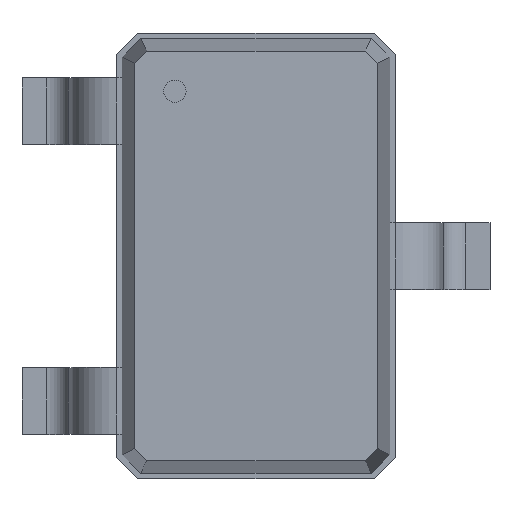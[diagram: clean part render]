
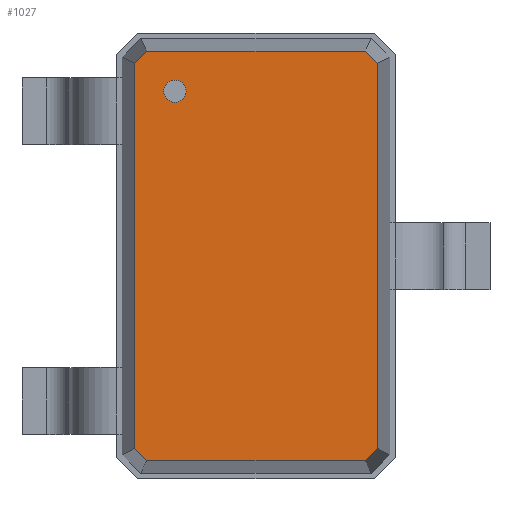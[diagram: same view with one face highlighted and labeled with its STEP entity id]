
A CAD part, top view. The second image highlights one B-rep face of the part: STEP entity #1027.
In plain terms, the highlighted planar face has unit normal (0, 0, 1).
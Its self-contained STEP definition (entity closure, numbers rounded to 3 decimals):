
#13=DIRECTION('',(0.,0.,1.));
#27=VECTOR('',#28,1.);
#28=DIRECTION('',(1.,0.,0.));
#51=VECTOR('',#52,1.);
#52=DIRECTION('',(0.707,-0.707,0.));
#58=VECTOR('',#59,1.);
#59=DIRECTION('',(0.,-1.,0.));
#65=VECTOR('',#66,1.);
#66=DIRECTION('',(-0.707,-0.707,0.));
#72=VECTOR('',#73,1.);
#73=DIRECTION('',(-1.,0.,0.));
#79=VECTOR('',#80,1.);
#80=DIRECTION('',(-0.707,0.707,0.));
#86=VECTOR('',#87,1.);
#87=DIRECTION('',(0.,1.,0.));
#91=VECTOR('',#92,1.);
#92=DIRECTION('',(0.707,0.707,0.));
#538=VERTEX_POINT('',#539);
#539=CARTESIAN_POINT('',(-0.544,0.864,1.05));
#541=ORIENTED_EDGE('',*,*,#542,.F.);
#542=EDGE_CURVE('',#543,#538,#545,.T.);
#543=VERTEX_POINT('',#544);
#544=CARTESIAN_POINT('',(-0.544,-0.864,1.05));
#545=LINE('',#544,#86);
#556=VERTEX_POINT('',#557);
#557=CARTESIAN_POINT('',(-0.489,0.919,1.05));
#559=ORIENTED_EDGE('',*,*,#560,.F.);
#560=EDGE_CURVE('',#538,#556,#561,.T.);
#561=LINE('',#539,#91);
#570=VERTEX_POINT('',#571);
#571=CARTESIAN_POINT('',(0.489,0.919,1.05));
#573=ORIENTED_EDGE('',*,*,#574,.F.);
#574=EDGE_CURVE('',#556,#570,#575,.T.);
#575=LINE('',#557,#27);
#584=VERTEX_POINT('',#585);
#585=CARTESIAN_POINT('',(0.544,0.864,1.05));
#587=ORIENTED_EDGE('',*,*,#588,.F.);
#588=EDGE_CURVE('',#570,#584,#589,.T.);
#589=LINE('',#571,#51);
#606=VERTEX_POINT('',#607);
#607=CARTESIAN_POINT('',(0.544,-0.864,1.05));
#609=ORIENTED_EDGE('',*,*,#610,.F.);
#610=EDGE_CURVE('',#584,#606,#611,.T.);
#611=LINE('',#585,#58);
#1027=ADVANCED_FACE('',(#1028,#1043),#1053,.T.);
#1028=FACE_BOUND('',#1029,.T.);
#1029=EDGE_LOOP('',(#573,#559,#541,#1030,#1035,#1040,#609,#587));
#1030=ORIENTED_EDGE('',*,*,#1031,.F.);
#1031=EDGE_CURVE('',#1032,#543,#1034,.T.);
#1032=VERTEX_POINT('',#1033);
#1033=CARTESIAN_POINT('',(-0.489,-0.919,1.05));
#1034=LINE('',#1033,#79);
#1035=ORIENTED_EDGE('',*,*,#1036,.F.);
#1036=EDGE_CURVE('',#1037,#1032,#1039,.T.);
#1037=VERTEX_POINT('',#1038);
#1038=CARTESIAN_POINT('',(0.489,-0.919,1.05));
#1039=LINE('',#1038,#72);
#1040=ORIENTED_EDGE('',*,*,#1041,.F.);
#1041=EDGE_CURVE('',#606,#1037,#1042,.T.);
#1042=LINE('',#607,#65);
#1043=FACE_BOUND('',#1044,.T.);
#1044=EDGE_LOOP('',(#1045));
#1045=ORIENTED_EDGE('',*,*,#1046,.T.);
#1046=EDGE_CURVE('',#1047,#1047,#1049,.T.);
#1047=VERTEX_POINT('',#1048);
#1048=CARTESIAN_POINT('',(-0.364,0.689,1.05));
#1049=CIRCLE('',#1050,0.05);
#1050=AXIS2_PLACEMENT_3D('',#1051,#1052,#59);
#1051=CARTESIAN_POINT('',(-0.364,0.739,1.05));
#1052=DIRECTION('',(0.,-0.,-1.));
#1053=PLANE('',#1054);
#1054=AXIS2_PLACEMENT_3D('',#557,#13,#1055);
#1055=DIRECTION('',(0.47,-0.883,0.));
